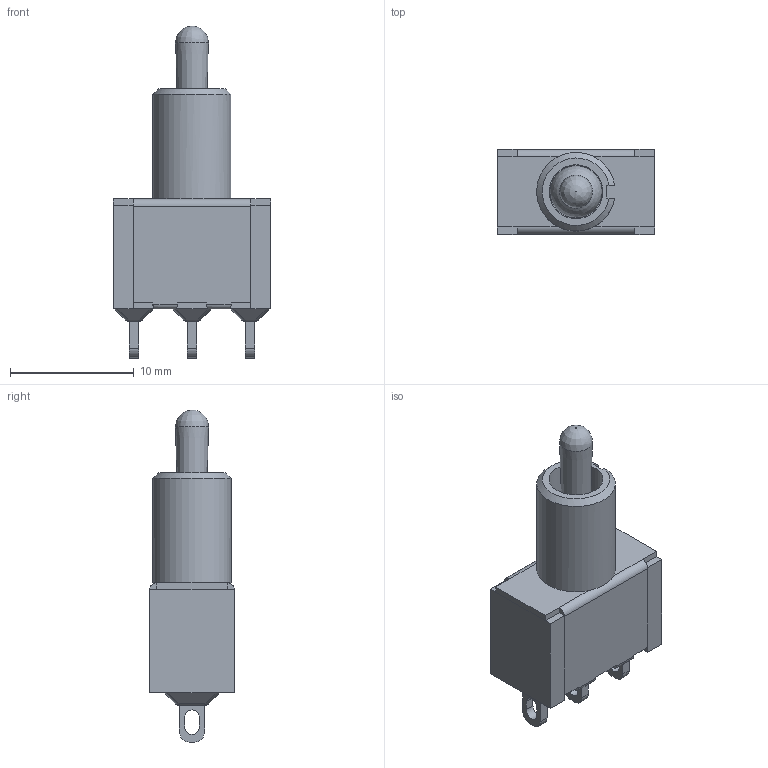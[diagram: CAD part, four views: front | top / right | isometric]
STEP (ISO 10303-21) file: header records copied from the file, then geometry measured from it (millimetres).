
FILE_DESCRIPTION(/* description */ (''),/* implementation_level */ '2;1');
FILE_NAME(/* name */ '100SPxT2B2M1xE.stp',/* time_stamp */ '2026-01-17T15:32:30-06:00',/* author */ ('jmeyers'),/* organization */ (''),/* preprocessor_version */ 'ST-DEVELOPER v18.1',/* originating_system */ 'Autodesk Inventor 2022',/* authorisation */ '');
FILE_SCHEMA (('AUTOMOTIVE_DESIGN { 1 0 10303 214 3 1 1 }'));
Length unit declared in the file: inch
Products named in the file (1): Part16
Bounding box: 12.7 x 6.86 x 26.81 mm (x, y, z)
Volume: 1009.5 mm3; surface area: 1029.9 mm2
Topology: 2 solids, 8 shells, 226 faces, 556 edges, 329 vertices
Faces by surface type: plane 158, cylinder 52, sphere 13, cone 2, bspline 1
Full cylindrical faces by diameter (mm): 4.35 x1
Entity records: 6526 total; most frequent: CARTESIAN_POINT 1147, DIRECTION 1120, ORIENTED_EDGE 1086, EDGE_CURVE 543, LINE 414, VECTOR 414, AXIS2_PLACEMENT_3D 353, VERTEX_POINT 329
